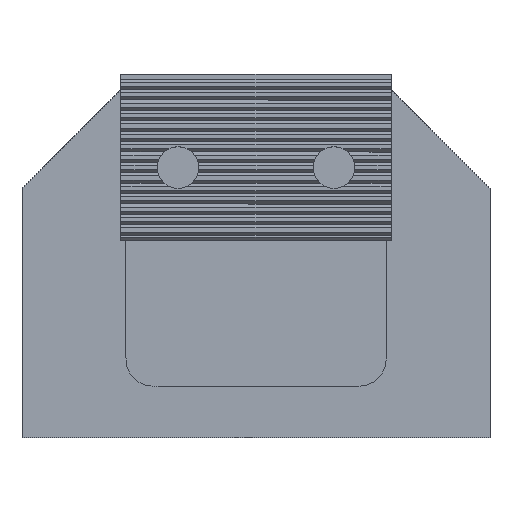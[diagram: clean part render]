
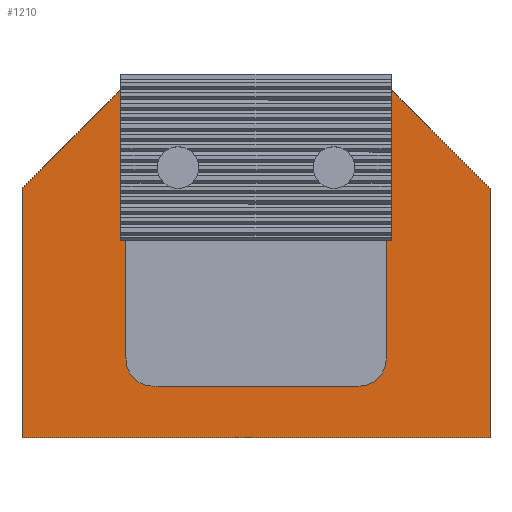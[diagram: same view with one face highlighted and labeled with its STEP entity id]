
A CAD part, front view. The second image highlights one B-rep face of the part: STEP entity #1210.
In plain terms, the highlighted planar face has unit normal (0, -1, 0).
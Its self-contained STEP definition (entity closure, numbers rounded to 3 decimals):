
#962=EDGE_CURVE('',#1884,#1224,#2715,.T.);
#1024=VERTEX_POINT('',#2782);
#1130=VERTEX_POINT('',#2894);
#1202=EDGE_CURVE('',#2312,#1024,#2975,.T.);
#1210=ADVANCED_FACE('',(#2983,#2984),#2985,.T.);
#1224=VERTEX_POINT('',#3000);
#1360=EDGE_CURVE('',#1224,#1884,#3146,.T.);
#1726=VERTEX_POINT('',#3546);
#1884=VERTEX_POINT('',#3717);
#1972=VERTEX_POINT('',#3820);
#2048=VERTEX_POINT('',#3903);
#2130=EDGE_CURVE('',#1024,#1972,#3992,.T.);
#2312=VERTEX_POINT('',#4203);
#2398=EDGE_CURVE('',#1726,#1130,#4296,.T.);
#2444=EDGE_CURVE('',#2048,#2312,#4347,.T.);
#2496=EDGE_CURVE('',#1130,#2048,#4402,.T.);
#2498=EDGE_CURVE('',#1972,#1726,#4404,.T.);
#2715=CIRCLE('',#4664,25.0);
#2782=CARTESIAN_POINT('',(25.0,28.0,68.0));
#2894=CARTESIAN_POINT('',(-45.0,28.0,0.0));
#2975=LINE('',#5016,#5017);
#2983=FACE_BOUND('',#5027,.T.);
#2984=FACE_OUTER_BOUND('',#5028,.T.);
#2985=PLANE('',#5029);
#3000=CARTESIAN_POINT('',(-25.0,28.0,35.0));
#3146=CIRCLE('',#5262,25.0);
#3546=CARTESIAN_POINT('',(-45.0,28.0,48.0));
#3717=CARTESIAN_POINT('',(25.0,28.0,35.0));
#3820=CARTESIAN_POINT('',(-25.0,28.0,68.0));
#3903=CARTESIAN_POINT('',(45.0,28.0,0.0));
#3992=LINE('',#6463,#6464);
#4203=CARTESIAN_POINT('',(45.0,28.0,48.0));
#4296=LINE('',#6882,#6883);
#4347=LINE('',#6966,#6967);
#4402=LINE('',#7053,#7054);
#4404=LINE('',#7057,#7058);
#4664=AXIS2_PLACEMENT_3D('',#7340,#7341,#7342);
#5016=CARTESIAN_POINT('',(45.0,28.0,48.0));
#5017=VECTOR('',#7663,1.0);
#5027=EDGE_LOOP('',(#7666,#7667));
#5028=EDGE_LOOP('',(#7668,#7669,#7670,#7671,#7672,#7673));
#5029=AXIS2_PLACEMENT_3D('',#7674,#7675,#7676);
#5262=AXIS2_PLACEMENT_3D('',#7842,#7843,#7844);
#6463=CARTESIAN_POINT('',(25.0,28.0,68.0));
#6464=VECTOR('',#8770,1.0);
#6882=CARTESIAN_POINT('',(-45.0,28.0,48.0));
#6883=VECTOR('',#9148,1.0);
#6966=CARTESIAN_POINT('',(45.0,28.0,0.0));
#6967=VECTOR('',#9220,1.0);
#7053=CARTESIAN_POINT('',(-45.0,28.0,0.0));
#7054=VECTOR('',#9260,1.0);
#7057=CARTESIAN_POINT('',(-25.0,28.0,68.0));
#7058=VECTOR('',#9261,1.0);
#7340=CARTESIAN_POINT('',(0.,28.0,35.0));
#7341=DIRECTION('',(-0.0,1.0,0.0));
#7342=DIRECTION('',(1.0,0.0,0.0));
#7663=DIRECTION('',(-0.707,0.0,0.707));
#7666=ORIENTED_EDGE('',*,*,#1360,.T.);
#7667=ORIENTED_EDGE('',*,*,#962,.T.);
#7668=ORIENTED_EDGE('',*,*,#2444,.T.);
#7669=ORIENTED_EDGE('',*,*,#1202,.T.);
#7670=ORIENTED_EDGE('',*,*,#2130,.T.);
#7671=ORIENTED_EDGE('',*,*,#2498,.T.);
#7672=ORIENTED_EDGE('',*,*,#2398,.T.);
#7673=ORIENTED_EDGE('',*,*,#2496,.T.);
#7674=CARTESIAN_POINT('',(0.0,28.0,30.711));
#7675=DIRECTION('',(0.0,-1.0,0.0));
#7676=DIRECTION('',(1.0,0.0,0.0));
#7842=CARTESIAN_POINT('',(0.,28.0,35.0));
#7843=DIRECTION('',(-0.0,1.0,0.0));
#7844=DIRECTION('',(1.0,0.0,0.0));
#8770=DIRECTION('',(-1.0,0.0,0.0));
#9148=DIRECTION('',(0.0,0.0,-1.0));
#9220=DIRECTION('',(0.0,0.0,1.0));
#9260=DIRECTION('',(1.0,0.0,0.0));
#9261=DIRECTION('',(-0.707,0.0,-0.707));
